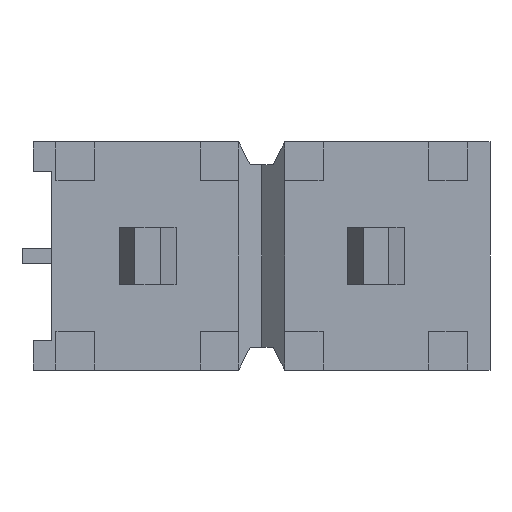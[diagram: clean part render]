
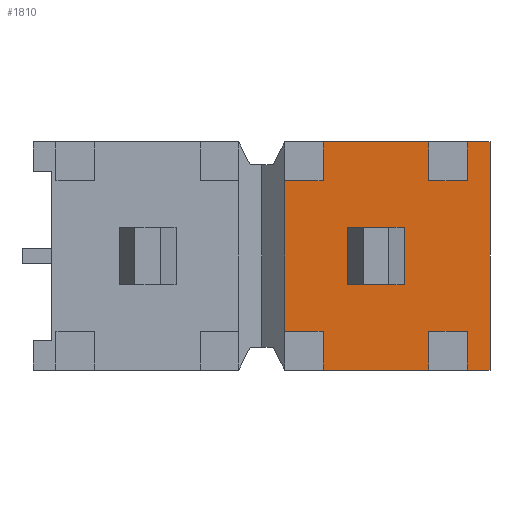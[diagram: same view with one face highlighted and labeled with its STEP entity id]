
A CAD part, front view. The second image highlights one B-rep face of the part: STEP entity #1810.
In plain terms, the highlighted planar face has unit normal (0, -1, 0).
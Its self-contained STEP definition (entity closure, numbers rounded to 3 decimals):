
#457=VERTEX_POINT('',#458);
#458=CARTESIAN_POINT('',(0.953,0.508,-0.318));
#464=EDGE_CURVE('',#457,#465,#467,.T.);
#465=VERTEX_POINT('',#466);
#466=CARTESIAN_POINT('',(1.588,0.508,-0.318));
#467=LINE('',#468,#469);
#468=CARTESIAN_POINT('',(1.588,0.508,-0.318));
#469=VECTOR('',#470,1.0);
#470=DIRECTION('',(1.0,0.0,0.0));
#495=EDGE_CURVE('',#465,#496,#498,.T.);
#496=VERTEX_POINT('',#497);
#497=CARTESIAN_POINT('',(1.588,0.508,0.318));
#498=LINE('',#499,#500);
#499=CARTESIAN_POINT('',(1.588,0.508,0.318));
#500=VECTOR('',#501,1.0);
#501=DIRECTION('',(0.0,0.0,1.0));
#526=EDGE_CURVE('',#496,#527,#529,.T.);
#527=VERTEX_POINT('',#528);
#528=CARTESIAN_POINT('',(0.953,0.508,0.318));
#529=LINE('',#530,#531);
#530=CARTESIAN_POINT('',(0.953,0.508,0.318));
#531=VECTOR('',#532,1.0);
#532=DIRECTION('',(-1.0,0.0,0.0));
#557=EDGE_CURVE('',#527,#457,#558,.T.);
#558=LINE('',#559,#560);
#559=CARTESIAN_POINT('',(0.953,0.508,-0.318));
#560=VECTOR('',#561,1.0);
#561=DIRECTION('',(0.0,0.0,-1.0));
#578=EDGE_CURVE('',#579,#581,#583,.F.);
#579=VERTEX_POINT('',#580);
#580=CARTESIAN_POINT('',(2.54,0.508,1.27));
#581=VERTEX_POINT('',#582);
#582=CARTESIAN_POINT('',(2.54,0.508,-1.27));
#583=LINE('',#584,#585);
#584=CARTESIAN_POINT('',(2.54,0.508,1.27));
#585=VECTOR('',#586,1.0);
#586=DIRECTION('',(0.0,0.0,1.0));
#844=VERTEX_POINT('',#845);
#845=CARTESIAN_POINT('',(0.254,0.508,0.838));
#878=VERTEX_POINT('',#879);
#879=CARTESIAN_POINT('',(0.254,0.508,-0.838));
#885=EDGE_CURVE('',#878,#844,#886,.T.);
#886=LINE('',#887,#888);
#887=CARTESIAN_POINT('',(0.254,0.508,5.08));
#888=VECTOR('',#889,1.0);
#889=DIRECTION('',(0.0,0.0,1.0));
#1014=VERTEX_POINT('',#1015);
#1015=CARTESIAN_POINT('',(0.683,0.508,1.27));
#1021=EDGE_CURVE('',#1014,#1022,#1024,.F.);
#1022=VERTEX_POINT('',#1023);
#1023=CARTESIAN_POINT('',(1.857,0.508,1.27));
#1024=LINE('',#1025,#1026);
#1025=CARTESIAN_POINT('',(-2.54,0.508,1.27));
#1026=VECTOR('',#1027,1.0);
#1027=DIRECTION('',(-1.0,0.0,0.0));
#1046=VERTEX_POINT('',#1047);
#1047=CARTESIAN_POINT('',(2.289,0.508,1.27));
#1053=EDGE_CURVE('',#1046,#579,#1054,.F.);
#1054=LINE('',#1055,#1056);
#1055=CARTESIAN_POINT('',(-2.54,0.508,1.27));
#1056=VECTOR('',#1057,1.0);
#1057=DIRECTION('',(-1.0,0.0,0.0));
#1165=EDGE_CURVE('',#581,#1166,#1168,.F.);
#1166=VERTEX_POINT('',#1167);
#1167=CARTESIAN_POINT('',(2.289,0.508,-1.27));
#1168=LINE('',#1169,#1170);
#1169=CARTESIAN_POINT('',(2.54,0.508,-1.27));
#1170=VECTOR('',#1171,1.0);
#1171=DIRECTION('',(1.0,0.0,0.0));
#1190=VERTEX_POINT('',#1191);
#1191=CARTESIAN_POINT('',(1.857,0.508,-1.27));
#1197=EDGE_CURVE('',#1190,#1198,#1200,.F.);
#1198=VERTEX_POINT('',#1199);
#1199=CARTESIAN_POINT('',(0.683,0.508,-1.27));
#1200=LINE('',#1201,#1202);
#1201=CARTESIAN_POINT('',(2.54,0.508,-1.27));
#1202=VECTOR('',#1203,1.0);
#1203=DIRECTION('',(1.0,0.0,0.0));
#1522=VERTEX_POINT('',#1523);
#1523=CARTESIAN_POINT('',(2.289,0.508,0.838));
#1529=EDGE_CURVE('',#1522,#1046,#1530,.F.);
#1530=LINE('',#1531,#1532);
#1531=CARTESIAN_POINT('',(2.289,0.508,2.54));
#1532=VECTOR('',#1533,1.0);
#1533=DIRECTION('',(0.0,0.0,-1.0));
#1544=EDGE_CURVE('',#1166,#1545,#1547,.F.);
#1545=VERTEX_POINT('',#1546);
#1546=CARTESIAN_POINT('',(2.289,0.508,-0.838));
#1547=LINE('',#1548,#1549);
#1548=CARTESIAN_POINT('',(2.289,0.508,2.54));
#1549=VECTOR('',#1550,1.0);
#1550=DIRECTION('',(0.0,0.0,-1.0));
#1664=EDGE_CURVE('',#1022,#1665,#1667,.T.);
#1665=VERTEX_POINT('',#1666);
#1666=CARTESIAN_POINT('',(1.857,0.508,0.838));
#1667=LINE('',#1668,#1669);
#1668=CARTESIAN_POINT('',(1.857,0.508,2.54));
#1669=VECTOR('',#1670,1.0);
#1670=DIRECTION('',(0.0,0.0,-1.0));
#1690=VERTEX_POINT('',#1691);
#1691=CARTESIAN_POINT('',(1.857,0.508,-0.838));
#1697=EDGE_CURVE('',#1690,#1190,#1698,.T.);
#1698=LINE('',#1699,#1700);
#1699=CARTESIAN_POINT('',(1.857,0.508,2.54));
#1700=VECTOR('',#1701,1.0);
#1701=DIRECTION('',(0.0,0.0,-1.0));
#1714=VERTEX_POINT('',#1715);
#1715=CARTESIAN_POINT('',(0.683,0.508,0.838));
#1721=EDGE_CURVE('',#1714,#1014,#1722,.F.);
#1722=LINE('',#1723,#1724);
#1723=CARTESIAN_POINT('',(0.683,0.508,2.54));
#1724=VECTOR('',#1725,1.0);
#1725=DIRECTION('',(0.0,0.0,-1.0));
#1736=EDGE_CURVE('',#1198,#1737,#1739,.F.);
#1737=VERTEX_POINT('',#1738);
#1738=CARTESIAN_POINT('',(0.683,0.508,-0.838));
#1739=LINE('',#1740,#1741);
#1740=CARTESIAN_POINT('',(0.683,0.508,2.54));
#1741=VECTOR('',#1742,1.0);
#1742=DIRECTION('',(0.0,0.0,-1.0));
#1810=ADVANCED_FACE('',(#1811,#1849),#1855,.T.);
#1811=FACE_BOUND('',#1812,.T.);
#1812=EDGE_LOOP('',(#1813,#1814,#1815,#1816,#1822,#1823,#1824,#1825,#1831,#1832,#1838,#1839,#1840,#1841,#1847,#1848));
#1813=ORIENTED_EDGE('',*,*,#578,.F.);
#1814=ORIENTED_EDGE('',*,*,#1053,.F.);
#1815=ORIENTED_EDGE('',*,*,#1529,.F.);
#1816=ORIENTED_EDGE('',*,*,#1817,.T.);
#1817=EDGE_CURVE('',#1522,#1665,#1818,.T.);
#1818=LINE('',#1819,#1820);
#1819=CARTESIAN_POINT('',(5.08,0.508,0.838));
#1820=VECTOR('',#1821,1.0);
#1821=DIRECTION('',(-1.0,0.0,0.0));
#1822=ORIENTED_EDGE('',*,*,#1664,.F.);
#1823=ORIENTED_EDGE('',*,*,#1021,.F.);
#1824=ORIENTED_EDGE('',*,*,#1721,.F.);
#1825=ORIENTED_EDGE('',*,*,#1826,.T.);
#1826=EDGE_CURVE('',#1714,#844,#1827,.T.);
#1827=LINE('',#1828,#1829);
#1828=CARTESIAN_POINT('',(5.08,0.508,0.838));
#1829=VECTOR('',#1830,1.0);
#1830=DIRECTION('',(-1.0,0.0,0.0));
#1831=ORIENTED_EDGE('',*,*,#885,.F.);
#1832=ORIENTED_EDGE('',*,*,#1833,.T.);
#1833=EDGE_CURVE('',#878,#1737,#1834,.F.);
#1834=LINE('',#1835,#1836);
#1835=CARTESIAN_POINT('',(5.08,0.508,-0.838));
#1836=VECTOR('',#1837,1.0);
#1837=DIRECTION('',(-1.0,0.0,0.0));
#1838=ORIENTED_EDGE('',*,*,#1736,.F.);
#1839=ORIENTED_EDGE('',*,*,#1197,.F.);
#1840=ORIENTED_EDGE('',*,*,#1697,.F.);
#1841=ORIENTED_EDGE('',*,*,#1842,.T.);
#1842=EDGE_CURVE('',#1690,#1545,#1843,.F.);
#1843=LINE('',#1844,#1845);
#1844=CARTESIAN_POINT('',(5.08,0.508,-0.838));
#1845=VECTOR('',#1846,1.0);
#1846=DIRECTION('',(-1.0,0.0,0.0));
#1847=ORIENTED_EDGE('',*,*,#1544,.F.);
#1848=ORIENTED_EDGE('',*,*,#1165,.F.);
#1849=FACE_BOUND('',#1850,.T.);
#1850=EDGE_LOOP('',(#1851,#1852,#1853,#1854));
#1851=ORIENTED_EDGE('',*,*,#557,.F.);
#1852=ORIENTED_EDGE('',*,*,#526,.F.);
#1853=ORIENTED_EDGE('',*,*,#495,.F.);
#1854=ORIENTED_EDGE('',*,*,#464,.F.);
#1855=PLANE('',#1856);
#1856=AXIS2_PLACEMENT_3D('',#1857,#1858,#1859);
#1857=CARTESIAN_POINT('',(3.464,0.508,2.54));
#1858=DIRECTION('',(0.0,-1.0,0.0));
#1859=DIRECTION('',(0.0,0.0,-1.0));
